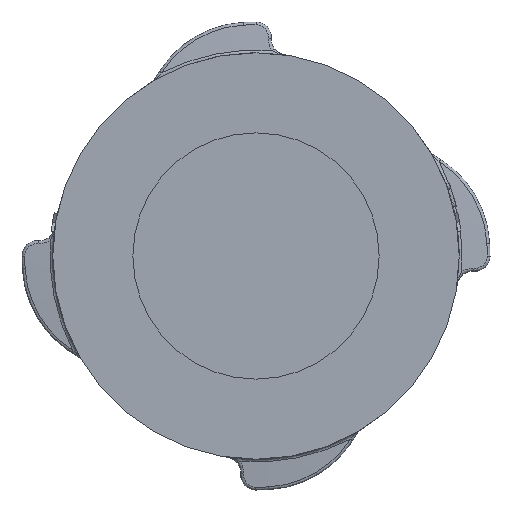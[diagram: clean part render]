
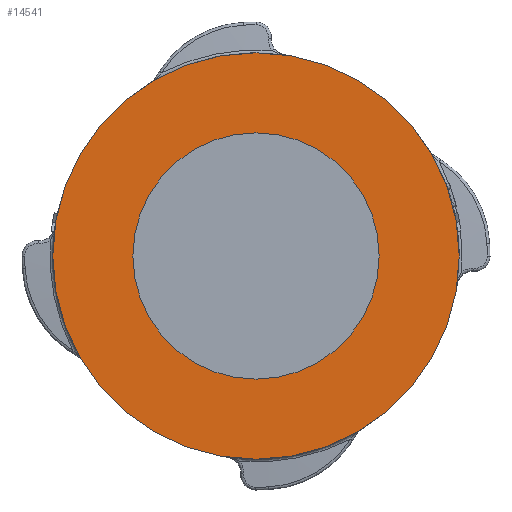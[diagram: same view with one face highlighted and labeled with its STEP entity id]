
A CAD part, left-side view. The second image highlights one B-rep face of the part: STEP entity #14541.
In plain terms, the highlighted planar face has unit normal (-1, 0, 0).
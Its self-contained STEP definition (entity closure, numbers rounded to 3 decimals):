
#7134=CARTESIAN_POINT('',(-52.0,0.,40.0));
#7135=VERTEX_POINT('',#7134);
#7136=CARTESIAN_POINT('',(-52.0,0.0,0.0));
#7137=DIRECTION('',(1.0,0.0,0.0));
#7138=DIRECTION('',(0.0,0.0,-1.0));
#7139=AXIS2_PLACEMENT_3D('',#7136,#7137,#7138);
#7140=CIRCLE('',#7139,40.0);
#7141=EDGE_CURVE('',#7135,#7135,#7140,.T.);
#14405=CARTESIAN_POINT('',(-52.0,57.158,-33.));
#14406=VERTEX_POINT('',#14405);
#14407=CARTESIAN_POINT('',(-52.0,0.0,0.0));
#14408=DIRECTION('',(1.0,0.0,0.0));
#14409=DIRECTION('',(0.0,-1.0,0.0));
#14410=AXIS2_PLACEMENT_3D('',#14407,#14408,#14409);
#14411=CIRCLE('',#14410,66.0);
#14412=EDGE_CURVE('',#14406,#14406,#14411,.T.);
#14530=CARTESIAN_POINT('',(-52.0,0.0,0.0));
#14531=DIRECTION('',(-1.0,0.0,0.0));
#14532=DIRECTION('',(0.0,0.0,1.0));
#14533=AXIS2_PLACEMENT_3D('',#14530,#14531,#14532);
#14534=PLANE('',#14533);
#14535=ORIENTED_EDGE('',*,*,#14412,.F.);
#14536=EDGE_LOOP('',(#14535));
#14537=FACE_OUTER_BOUND('',#14536,.T.);
#14538=ORIENTED_EDGE('',*,*,#7141,.T.);
#14539=EDGE_LOOP('',(#14538));
#14540=FACE_BOUND('',#14539,.T.);
#14541=ADVANCED_FACE('',(#14537,#14540),#14534,.T.);
